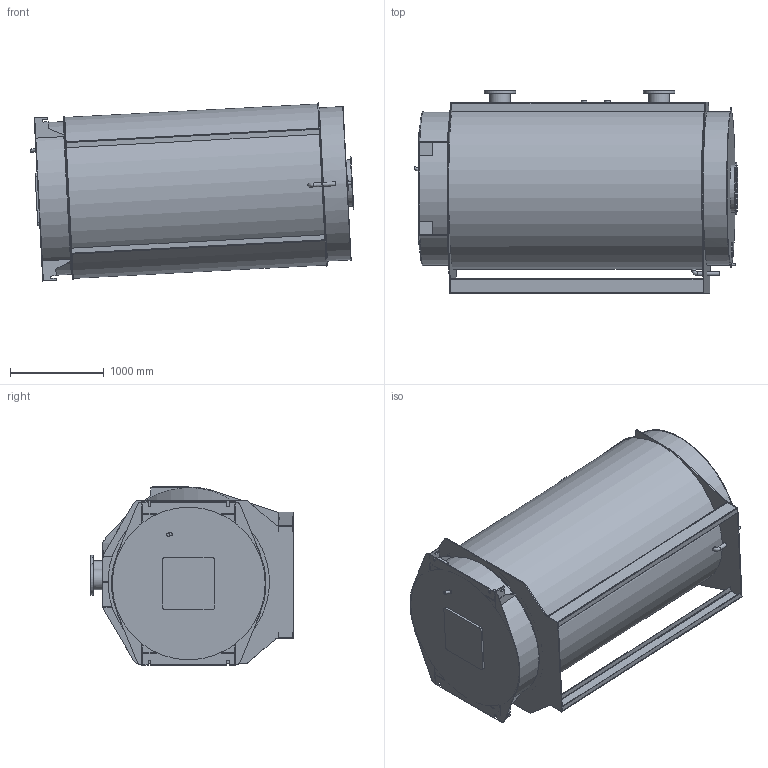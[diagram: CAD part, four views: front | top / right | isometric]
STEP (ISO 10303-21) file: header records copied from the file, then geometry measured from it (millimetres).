
FILE_DESCRIPTION(/* description */ (''),/* implementation_level */ '2;1');
FILE_NAME(/* name */ 'Сборка WL 2500.stp',/* time_stamp */ '2022-04-18T15:57:11+07:00',/* author */ ('Urchenko'),/* organization */ (''),/* preprocessor_version */ 'ST-DEVELOPER v18',/* originating_system */ 'Autodesk Inventor 2020',/* authorisation */ '');
FILE_SCHEMA (('AUTOMOTIVE_DESIGN { 1 0 10303 214 3 1 1 }'));
Length unit declared in the file: millimetre
Products named in the file (5): Сборка 2500; 2500 Корпус (изм); Дверь задняя 
2000-2500; Дверь фронтовая 
2000-2500; Фланец 1-200-16-1 ГОСТ 
12820-80
Assembly tree (5 placements, depth 2):
  Сборка 2500
    2500 Корпус (изм)
    Дверь задняя 
2000-2500
    Дверь фронтовая 
2000-2500
    Фланец 1-200-16-1 ГОСТ 
12820-80  x2
Bounding box: 3447.52 x 2160 x 1897.79 mm (x, y, z)
Volume: 7581240350.6 mm3; surface area: 43083688.8 mm2
Topology: 8 solids, 10 shells, 352 faces, 1122 edges, 757 vertices
Faces by surface type: plane 209, cylinder 138, bspline 2, cone 2, torus 1
Full cylindrical faces by diameter (mm): 22 x24, 25 x1, 26 x1, 42 x2, 50 x1, 60 x2, 160 x1, 219 x4, 222 x2, 335 x2, 494 x1, 500 x2, 560 x1, 1614 x1, 1620 x1, 1630 x1, 1636 x1
Entity records: 12402 total; most frequent: CARTESIAN_POINT 2748, ORIENTED_EDGE 2058, DIRECTION 1957, EDGE_CURVE 1031, VERTEX_POINT 694, AXIS2_PLACEMENT_3D 655, LINE 647, VECTOR 647
